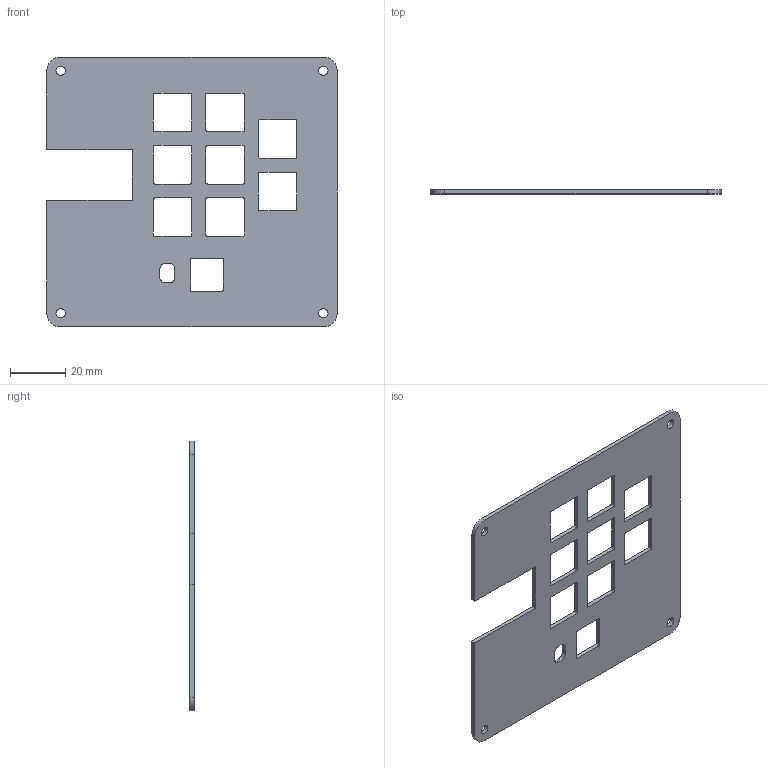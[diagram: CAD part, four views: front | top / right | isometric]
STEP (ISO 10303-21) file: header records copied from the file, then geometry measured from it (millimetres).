
FILE_DESCRIPTION(/* description */ (''),/* implementation_level */ '2;1');
FILE_NAME(/* name */ 'Top_Plate.stp',/* time_stamp */ '2025-06-16T14:22:40-05:00',/* author */ ('SaiAn'),/* organization */ (''),/* preprocessor_version */ 'ST-DEVELOPER v20.1',/* originating_system */ 'Autodesk Inventor 2026',/* authorisation */ '');
FILE_SCHEMA (('AUTOMOTIVE_DESIGN { 1 0 10303 214 3 1 1 }'));
Length unit declared in the file: millimetre
Products named in the file (1): Top_Plate
Bounding box: 105.5 x 1.5 x 98.12 mm (x, y, z)
Volume: 11955.2 mm3; surface area: 17522.9 mm2
Topology: 1 solids, 1 shells, 512 faces, 1404 edges, 936 vertices
Faces by surface type: plane 262, bspline 202, cylinder 48
Full cylindrical faces by diameter (mm): 3.4 x4
Entity records: 17295 total; most frequent: CARTESIAN_POINT 5479, ORIENTED_EDGE 2808, DIRECTION 1718, EDGE_CURVE 1404, VERTEX_POINT 936, LINE 904, VECTOR 904, EDGE_LOOP 582
